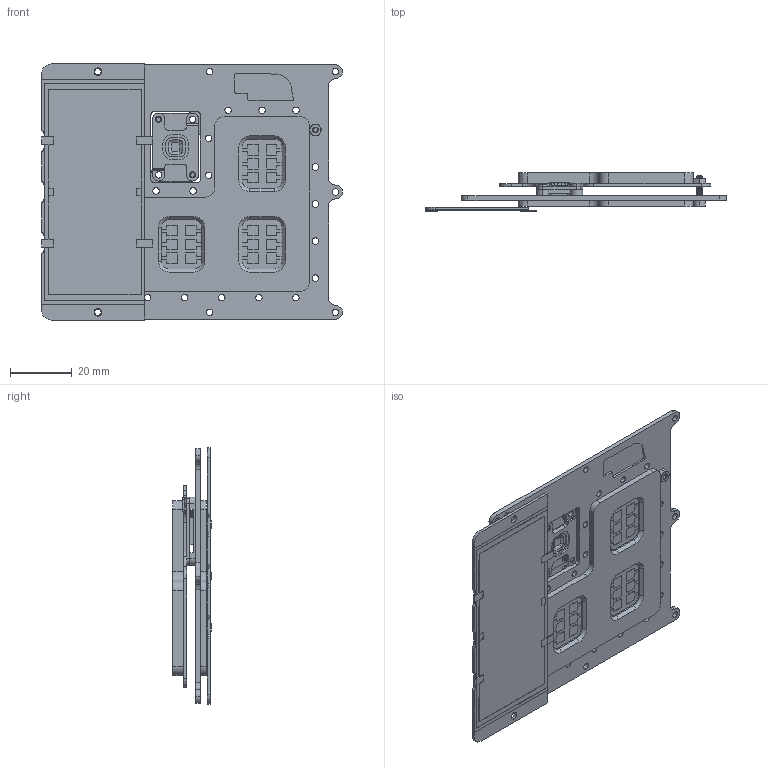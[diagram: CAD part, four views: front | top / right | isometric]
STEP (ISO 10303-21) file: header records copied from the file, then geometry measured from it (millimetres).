
FILE_DESCRIPTION (( 'STEP AP214' ), '1' );
FILE_NAME ('PayloadAssemblyJune2023.STEP', '2023-07-06T21:30:50', ( '' ), ( '' ), 'SwSTEP 2.0', 'SolidWorks 2022', '' );
FILE_SCHEMA (( 'AUTOMOTIVE_DESIGN' ));
Length unit declared in the file: millimetre
Products named in the file (8): 91290A015_Alloy Steel Socket Head Screw_91290A015; NEW 1U Solar Array - Asm v8; 90593A024_Black-Oxide Steel Hex Nut_90593A024; Perovskite_RoughModelNotToScale; NEW FSS100 V2 Assembly; PayloadAssemblyJune2023; PayloadRedesignMay1; PayloadRedesignMay1BOTTOM
Assembly tree (9 placements, depth 2):
  PayloadAssemblyJune2023
    PayloadRedesignMay1
    NEW FSS100 V2 Assembly
    NEW 1U Solar Array - Asm v8
    Perovskite_RoughModelNotToScale  x3
    PayloadRedesignMay1BOTTOM
    91290A015_Alloy Steel Socket Head Screw_91290A015
    90593A024_Black-Oxide Steel Hex Nut_90593A024
Bounding box: 97.5 x 12.48 x 83 mm (x, y, z)
Volume: 20411.8 mm3; surface area: 44956.2 mm2
Topology: 17 solids, 17 shells, 1208 faces, 3335 edges, 2180 vertices
Faces by surface type: plane 718, cylinder 421, cone 52, bspline 11, torus 6
Entity records: 44364 total; most frequent: CARTESIAN_POINT 9557, ORIENTED_EDGE 6046, DIRECTION 5883, EDGE_CURVE 3023, LINE 2041, VECTOR 2041, VERTEX_POINT 1972, AXIS2_PLACEMENT_3D 1921
